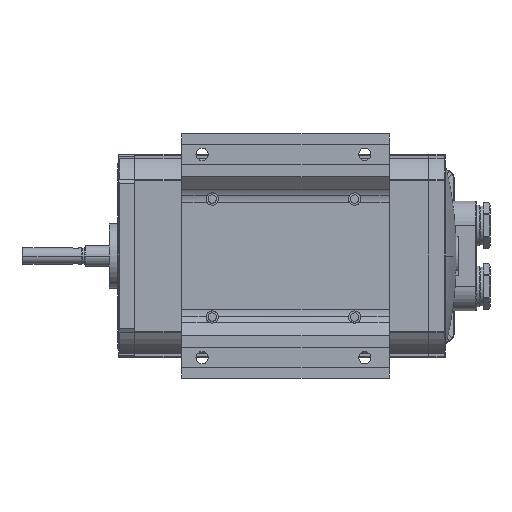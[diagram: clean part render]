
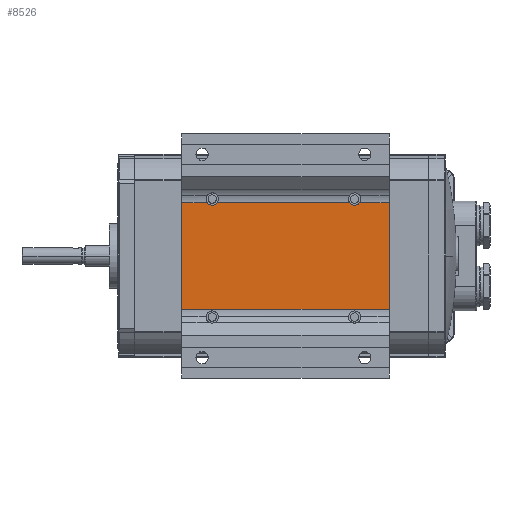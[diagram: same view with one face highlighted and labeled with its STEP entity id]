
A CAD part, front view. The second image highlights one B-rep face of the part: STEP entity #8526.
In plain terms, the highlighted planar face has unit normal (0, -1, 0).
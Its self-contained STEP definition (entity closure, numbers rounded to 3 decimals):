
#8526=ADVANCED_FACE('',(#13980),#13981,.F.);
#13980=FACE_OUTER_BOUND('',#21784,.T.);
#13981=PLANE('',#21785);
#21784=EDGE_LOOP('',(#29791,#29792,#29793,#29794,#29795,#29796,#29797,#29798,#29799,#29800));
#21785=AXIS2_PLACEMENT_3D('',#29801,#29802,#29803);
#29791=ORIENTED_EDGE('',*,*,#37437,.T.);
#29792=ORIENTED_EDGE('',*,*,#37438,.T.);
#29793=ORIENTED_EDGE('',*,*,#37439,.T.);
#29794=ORIENTED_EDGE('',*,*,#37440,.F.);
#29795=ORIENTED_EDGE('',*,*,#37441,.F.);
#29796=ORIENTED_EDGE('',*,*,#37442,.F.);
#29797=ORIENTED_EDGE('',*,*,#37443,.T.);
#29798=ORIENTED_EDGE('',*,*,#37444,.T.);
#29799=ORIENTED_EDGE('',*,*,#37445,.T.);
#29800=ORIENTED_EDGE('',*,*,#37446,.T.);
#29801=CARTESIAN_POINT('',(140.715,-55.0,72.245));
#29802=DIRECTION('',(0.,1.0,0.));
#29803=DIRECTION('',(0.,0.,-1.0));
#37437=EDGE_CURVE('',#42850,#42851,#42852,.T.);
#37438=EDGE_CURVE('',#42851,#42853,#42854,.T.);
#37439=EDGE_CURVE('',#42853,#42855,#42856,.T.);
#37440=EDGE_CURVE('',#42857,#42855,#42858,.T.);
#37441=EDGE_CURVE('',#42859,#42857,#42860,.T.);
#37442=EDGE_CURVE('',#42861,#42859,#42862,.T.);
#37443=EDGE_CURVE('',#42861,#42863,#42864,.T.);
#37444=EDGE_CURVE('',#42863,#42865,#42866,.T.);
#37445=EDGE_CURVE('',#42865,#42867,#42868,.T.);
#37446=EDGE_CURVE('',#42867,#42850,#42869,.T.);
#42850=VERTEX_POINT('',#52074);
#42851=VERTEX_POINT('',#52075);
#42852=CIRCLE('',#52076,3.0);
#42853=VERTEX_POINT('',#52077);
#42854=CIRCLE('',#52078,3.0);
#42855=VERTEX_POINT('',#52079);
#42856=LINE('',#52080,#52081);
#42857=VERTEX_POINT('',#52082);
#42858=LINE('',#52083,#52084);
#42859=VERTEX_POINT('',#52085);
#42860=LINE('',#52086,#52087);
#42861=VERTEX_POINT('',#52088);
#42862=LINE('',#52089,#52090);
#42863=VERTEX_POINT('',#52091);
#42864=LINE('',#52092,#52093);
#42865=VERTEX_POINT('',#52094);
#42866=CIRCLE('',#52095,3.0);
#42867=VERTEX_POINT('',#52096);
#42868=CIRCLE('',#52097,3.0);
#42869=LINE('',#52098,#52099);
#52074=CARTESIAN_POINT('',(48.113,-55.0,98.443));
#52075=CARTESIAN_POINT('',(45.715,-55.0,97.245));
#52076=AXIS2_PLACEMENT_3D('',#71713,#71714,#71715);
#52077=CARTESIAN_POINT('',(43.316,-55.0,98.443));
#52078=AXIS2_PLACEMENT_3D('',#71716,#71717,#71718);
#52079=CARTESIAN_POINT('',(30.715,-55.0,98.443));
#52080=CARTESIAN_POINT('',(140.715,-55.0,98.443));
#52081=VECTOR('',#71719,1.0);
#52082=CARTESIAN_POINT('',(30.715,-55.0,46.047));
#52083=CARTESIAN_POINT('',(30.715,-55.0,72.245));
#52084=VECTOR('',#71720,1.0);
#52085=CARTESIAN_POINT('',(132.715,-55.0,46.047));
#52086=CARTESIAN_POINT('',(140.715,-55.0,46.047));
#52087=VECTOR('',#71721,1.0);
#52088=CARTESIAN_POINT('',(132.715,-55.0,98.443));
#52089=CARTESIAN_POINT('',(132.715,-55.0,102.245));
#52090=VECTOR('',#71722,1.0);
#52091=CARTESIAN_POINT('',(118.113,-55.0,98.443));
#52092=CARTESIAN_POINT('',(140.715,-55.0,98.443));
#52093=VECTOR('',#71723,1.0);
#52094=CARTESIAN_POINT('',(115.715,-55.0,97.245));
#52095=AXIS2_PLACEMENT_3D('',#71724,#71725,#71726);
#52096=CARTESIAN_POINT('',(113.316,-55.0,98.443));
#52097=AXIS2_PLACEMENT_3D('',#71727,#71728,#71729);
#52098=CARTESIAN_POINT('',(140.715,-55.0,98.443));
#52099=VECTOR('',#71730,1.0);
#71713=CARTESIAN_POINT('',(45.715,-55.0,100.245));
#71714=DIRECTION('',(0.,1.0,0.));
#71715=DIRECTION('',(0.,0.,-1.0));
#71716=CARTESIAN_POINT('',(45.715,-55.0,100.245));
#71717=DIRECTION('',(0.,1.0,0.));
#71718=DIRECTION('',(0.,0.,-1.0));
#71719=DIRECTION('',(-1.0,0.,0.));
#71720=DIRECTION('',(0.,0.,1.0));
#71721=DIRECTION('',(-1.0,0.,0.));
#71722=DIRECTION('',(0.,0.,-1.0));
#71723=DIRECTION('',(-1.0,0.,0.));
#71724=CARTESIAN_POINT('',(115.715,-55.0,100.245));
#71725=DIRECTION('',(0.,1.0,0.));
#71726=DIRECTION('',(0.,0.,-1.0));
#71727=CARTESIAN_POINT('',(115.715,-55.0,100.245));
#71728=DIRECTION('',(0.,1.0,0.));
#71729=DIRECTION('',(0.,0.,-1.0));
#71730=DIRECTION('',(-1.0,0.,0.));
